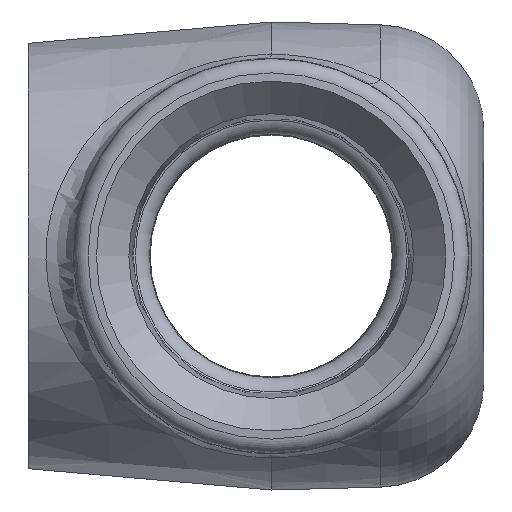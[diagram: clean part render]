
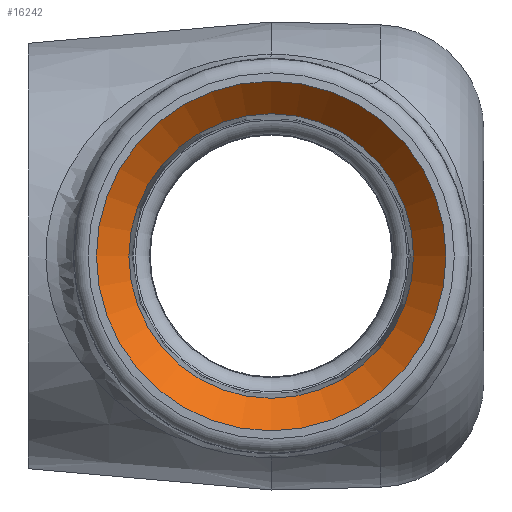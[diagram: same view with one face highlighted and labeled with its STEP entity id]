
A CAD part, left-side view. The second image highlights one B-rep face of the part: STEP entity #16242.
In plain terms, the highlighted conical face has half-angle 45 degrees and reference radius 16.567 mm.
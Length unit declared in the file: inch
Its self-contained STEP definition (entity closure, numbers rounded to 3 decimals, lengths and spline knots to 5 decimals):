
#26=CONICAL_SURFACE('',#16993,0.65225,0.785);
#173=CIRCLE('',#16912,0.719);
#174=CIRCLE('',#16913,0.719);
#231=CIRCLE('',#16994,0.5855);
#232=CIRCLE('',#16995,0.5855);
#1625=FACE_OUTER_BOUND('',#2510,.T.);
#2510=EDGE_LOOP('',(#14235,#14236,#14237,#14238,#14239,#14240));
#4106=LINE('',#28516,#5695);
#5695=VECTOR('',#20008,0.65225);
#7604=VERTEX_POINT('',#27437);
#7605=VERTEX_POINT('',#27439);
#7681=VERTEX_POINT('',#28515);
#7682=VERTEX_POINT('',#28517);
#9775=EDGE_CURVE('',#7604,#7605,#173,.T.);
#9776=EDGE_CURVE('',#7605,#7604,#174,.T.);
#9887=EDGE_CURVE('',#7605,#7681,#4106,.T.);
#9888=EDGE_CURVE('',#7682,#7681,#231,.T.);
#9889=EDGE_CURVE('',#7681,#7682,#232,.T.);
#14235=ORIENTED_EDGE('',*,*,#9775,.F.);
#14236=ORIENTED_EDGE('',*,*,#9776,.F.);
#14237=ORIENTED_EDGE('',*,*,#9887,.T.);
#14238=ORIENTED_EDGE('',*,*,#9888,.F.);
#14239=ORIENTED_EDGE('',*,*,#9889,.F.);
#14240=ORIENTED_EDGE('',*,*,#9887,.F.);
#16242=ADVANCED_FACE('',(#1625),#26,.F.);
#16912=AXIS2_PLACEMENT_3D('',#27440,#19830,#19831);
#16913=AXIS2_PLACEMENT_3D('',#27441,#19832,#19833);
#16993=AXIS2_PLACEMENT_3D('',#28514,#20006,#20007);
#16994=AXIS2_PLACEMENT_3D('',#28518,#20009,#20010);
#16995=AXIS2_PLACEMENT_3D('',#28519,#20011,#20012);
#19830=DIRECTION('center_axis',(1.,0.,0.));
#19831=DIRECTION('ref_axis',(0.,1.,0.));
#19832=DIRECTION('center_axis',(1.,0.,0.));
#19833=DIRECTION('ref_axis',(0.,1.,0.));
#20006=DIRECTION('center_axis',(-1.,0.,0.));
#20007=DIRECTION('ref_axis',(0.,1.,0.));
#20008=DIRECTION('',(0.707,0.707,0.));
#20009=DIRECTION('center_axis',(-1.,0.,0.));
#20010=DIRECTION('ref_axis',(0.,0.,1.));
#20011=DIRECTION('center_axis',(-1.,0.,0.));
#20012=DIRECTION('ref_axis',(0.,0.,1.));
#27437=CARTESIAN_POINT('',(-3.71584,0.719,0.));
#27439=CARTESIAN_POINT('',(-3.71584,-0.719,0.));
#27440=CARTESIAN_POINT('Origin',(-3.71584,0.,0.));
#27441=CARTESIAN_POINT('Origin',(-3.71584,0.,0.));
#28514=CARTESIAN_POINT('Origin',(-3.64909,0.,0.));
#28515=CARTESIAN_POINT('',(-3.58234,-0.5855,0.));
#28516=CARTESIAN_POINT('',(-3.64909,-0.65225,0.));
#28517=CARTESIAN_POINT('',(-3.58234,0.5855,0.));
#28518=CARTESIAN_POINT('Origin',(-3.58234,0.,0.));
#28519=CARTESIAN_POINT('Origin',(-3.58234,0.,0.));
